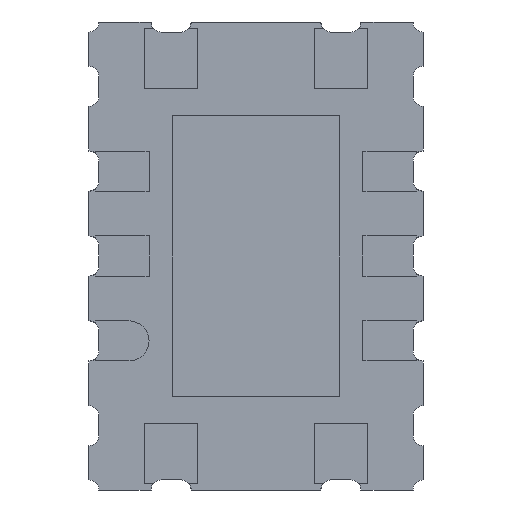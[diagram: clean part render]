
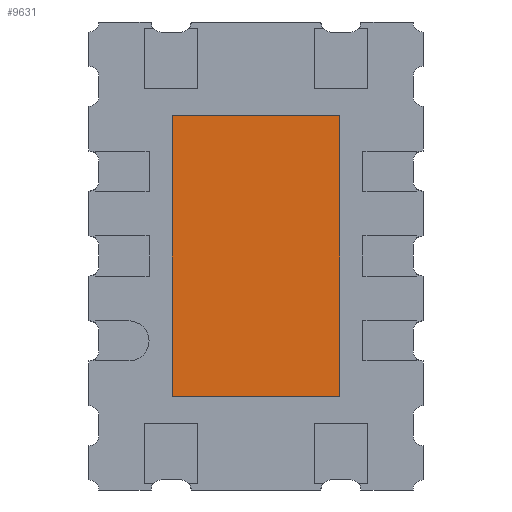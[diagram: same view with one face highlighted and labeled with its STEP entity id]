
A CAD part, front view. The second image highlights one B-rep face of the part: STEP entity #9631.
In plain terms, the highlighted planar face has unit normal (0, -1, 0).
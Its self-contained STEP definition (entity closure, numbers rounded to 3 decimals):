
#168 = VECTOR ( 'NONE', #9668, 1000. ) ;
#1069 = EDGE_CURVE ( 'NONE', #4622, #4156, #11342, .T. ) ;
#1102 = EDGE_CURVE ( 'NONE', #2412, #8383, #4407, .T. ) ;
#1418 = DIRECTION ( 'NONE',  ( 0., 0., -1. ) ) ;
#1772 = CARTESIAN_POINT ( 'NONE',  ( -1.25, 0.1, -2.1 ) ) ;
#2412 = VERTEX_POINT ( 'NONE', #3870 ) ;
#2466 = FACE_OUTER_BOUND ( 'NONE', #5494, .T. ) ;
#3125 = EDGE_CURVE ( 'NONE', #8383, #4622, #6567, .T. ) ;
#3241 = ORIENTED_EDGE ( 'NONE', *, *, #1102, .T. ) ;
#3670 = ORIENTED_EDGE ( 'NONE', *, *, #1069, .T. ) ;
#3708 = VECTOR ( 'NONE', #1418, 1000. ) ;
#3733 = ORIENTED_EDGE ( 'NONE', *, *, #8507, .T. ) ;
#3870 = CARTESIAN_POINT ( 'NONE',  ( 1.25, 0.1, -2.1 ) ) ;
#4136 = DIRECTION ( 'NONE',  ( 0., 0., 1. ) ) ;
#4156 = VERTEX_POINT ( 'NONE', #1772 ) ;
#4407 = LINE ( 'NONE', #11620, #9756 ) ;
#4622 = VERTEX_POINT ( 'NONE', #9821 ) ;
#4938 = DIRECTION ( 'NONE',  ( 1., 0., 0. ) ) ;
#5098 = VECTOR ( 'NONE', #8104, 1000. ) ;
#5494 = EDGE_LOOP ( 'NONE', ( #3733, #3241, #8805, #3670 ) ) ;
#6566 = AXIS2_PLACEMENT_3D ( 'NONE', #10482, #7648, #4938 ) ;
#6567 = LINE ( 'NONE', #11481, #168 ) ;
#6983 = CARTESIAN_POINT ( 'NONE',  ( -1.25, 0.1, 2.1 ) ) ;
#7648 = DIRECTION ( 'NONE',  ( 0., -1., 0. ) ) ;
#8104 = DIRECTION ( 'NONE',  ( 1., 0., 0. ) ) ;
#8383 = VERTEX_POINT ( 'NONE', #9875 ) ;
#8507 = EDGE_CURVE ( 'NONE', #4156, #2412, #8568, .T. ) ;
#8568 = LINE ( 'NONE', #10117, #5098 ) ;
#8574 = PLANE ( 'NONE',  #6566 ) ;
#8805 = ORIENTED_EDGE ( 'NONE', *, *, #3125, .T. ) ;
#9631 = ADVANCED_FACE ( 'NONE', ( #2466 ), #8574, .T. ) ;
#9668 = DIRECTION ( 'NONE',  ( -1., 0., 0. ) ) ;
#9756 = VECTOR ( 'NONE', #4136, 1000. ) ;
#9821 = CARTESIAN_POINT ( 'NONE',  ( -1.25, 0.1, 2.1 ) ) ;
#9875 = CARTESIAN_POINT ( 'NONE',  ( 1.25, 0.1, 2.1 ) ) ;
#10117 = CARTESIAN_POINT ( 'NONE',  ( 1.25, 0.1, -2.1 ) ) ;
#10482 = CARTESIAN_POINT ( 'NONE',  ( 0., 0.1, 0. ) ) ;
#11342 = LINE ( 'NONE', #6983, #3708 ) ;
#11481 = CARTESIAN_POINT ( 'NONE',  ( 1.25, 0.1, 2.1 ) ) ;
#11620 = CARTESIAN_POINT ( 'NONE',  ( 1.25, 0.1, 2.1 ) ) ;
